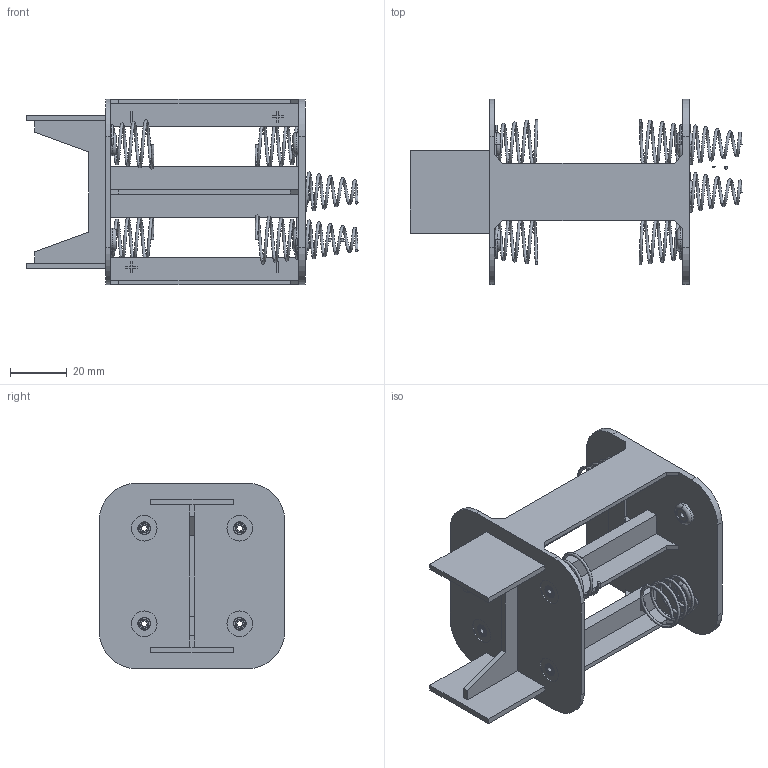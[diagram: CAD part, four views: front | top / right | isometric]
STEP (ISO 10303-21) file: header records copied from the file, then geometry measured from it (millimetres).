
FILE_DESCRIPTION (( 'STEP AP214' ), '1' );
FILE_NAME ('BA4D-S.STEP', '2019-11-25T15:20:23', ( '' ), ( '' ), 'SwSTEP 2.0', 'SolidWorks 2016', '' );
FILE_SCHEMA (( 'AUTOMOTIVE_DESIGN' ));
Length unit declared in the file: millimetre
Products named in the file (1): BA4D-S
Bounding box: 116.5 x 65 x 65 mm (x, y, z)
Volume: 35744.4 mm3; surface area: 41954.1 mm2
Topology: 16 solids, 18 shells, 592 faces, 1403 edges, 901 vertices
Faces by surface type: plane 295, cylinder 162, torus 120, bspline 15
Entity records: 30358 total; most frequent: CARTESIAN_POINT 16154, DIRECTION 3070, ORIENTED_EDGE 2790, EDGE_CURVE 1395, AXIS2_PLACEMENT_3D 1179, VERTEX_POINT 897, VECTOR 712, LINE 712
